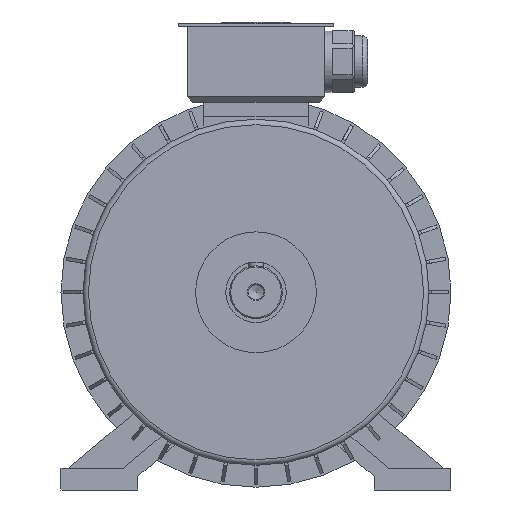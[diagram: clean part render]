
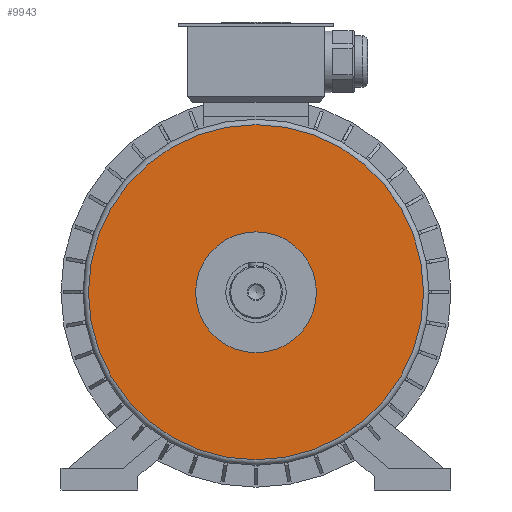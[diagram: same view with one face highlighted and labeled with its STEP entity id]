
A CAD part, front view. The second image highlights one B-rep face of the part: STEP entity #9943.
In plain terms, the highlighted planar face has unit normal (0, -1, 0).
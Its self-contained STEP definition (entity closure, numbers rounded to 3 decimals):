
#369=CIRCLE('',#10513,152.5);
#370=CIRCLE('',#10514,55.);
#1134=ORIENTED_EDGE('',*,*,#3182,.T.);
#1135=ORIENTED_EDGE('',*,*,#3183,.T.);
#3182=EDGE_CURVE('',#4181,#4181,#369,.F.);
#3183=EDGE_CURVE('',#4182,#4182,#370,.T.);
#4181=VERTEX_POINT('',#14078);
#4182=VERTEX_POINT('',#14080);
#6023=EDGE_LOOP('',(#1134));
#6024=EDGE_LOOP('',(#1135));
#6462=FACE_BOUND('',#6023,.T.);
#6463=FACE_BOUND('',#6024,.T.);
#6882=PLANE('',#10512);
#9943=ADVANCED_FACE('',(#6462,#6463),#6882,.F.);
#10512=AXIS2_PLACEMENT_3D('',#14076,#11805,#11806);
#10513=AXIS2_PLACEMENT_3D('',#14077,#11807,#11808);
#10514=AXIS2_PLACEMENT_3D('',#14079,#11809,#11810);
#11805=DIRECTION('',(0.,1.,0.));
#11806=DIRECTION('',(0.,0.,1.));
#11807=DIRECTION('',(0.,1.,0.));
#11808=DIRECTION('',(0.,0.,1.));
#11809=DIRECTION('',(0.,1.,0.));
#11810=DIRECTION('',(1.,0.,0.));
#14076=CARTESIAN_POINT('',(0.,-35.,0.));
#14077=CARTESIAN_POINT('',(0.,-35.,0.));
#14078=CARTESIAN_POINT('',(0.,-35.,152.5));
#14079=CARTESIAN_POINT('',(0.,-35.,0.));
#14080=CARTESIAN_POINT('',(55.,-35.,0.));
